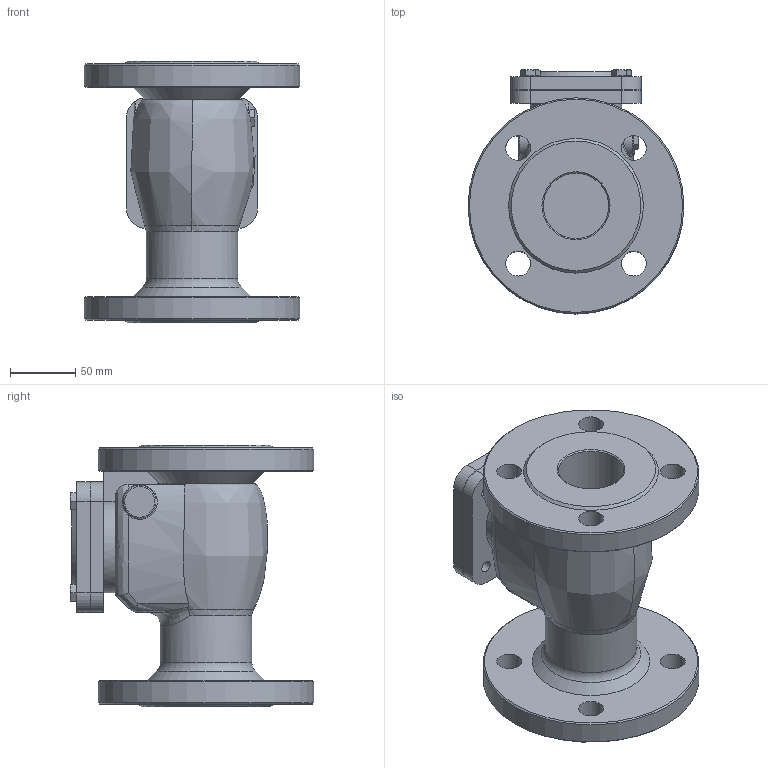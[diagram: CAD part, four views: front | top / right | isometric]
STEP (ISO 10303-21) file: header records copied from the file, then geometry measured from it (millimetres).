
FILE_DESCRIPTION(/* description */ (''),/* implementation_level */ '2;1');
FILE_NAME(/* name */ 'DN50_3D_STEP.stp',/* time_stamp */ '2024-04-01T10:47:51+03:00',/* author */ ('igorr'),/* organization */ (''),/* preprocessor_version */ 'ST-DEVELOPER v19.2',/* originating_system */ 'Autodesk Inventor 2023',/* authorisation */ '');
FILE_SCHEMA (('AUTOMOTIVE_DESIGN { 1 0 10303 214 3 1 1 }'));
Length unit declared in the file: millimetre
Products named in the file (3): Сборка; Деталь; AS 1110 - M8 x 12
Assembly tree (6 placements, depth 2):
  Сборка
    Деталь
    AS 1110 - M8 x 12  x5
Bounding box: 165 x 186.5 x 200 mm (x, y, z)
Volume: 1940885.4 mm3; surface area: 211004.7 mm2
Topology: 6 solids, 6 shells, 316 faces, 759 edges, 476 vertices
Faces by surface type: plane 151, bspline 62, cylinder 51, cone 46, torus 4, sphere 2
Full cylindrical faces by diameter (mm): 8 x5, 9 x8, 13 x5, 19 x8, 50 x3, 70 x1, 165 x2
Entity records: 9794 total; most frequent: CARTESIAN_POINT 4635, ORIENTED_EDGE 1108, DIRECTION 793, EDGE_CURVE 554, VERTEX_POINT 356, AXIS2_PLACEMENT_3D 306, EDGE_LOOP 270, B_SPLINE_CURVE_WITH_KNOTS 221
